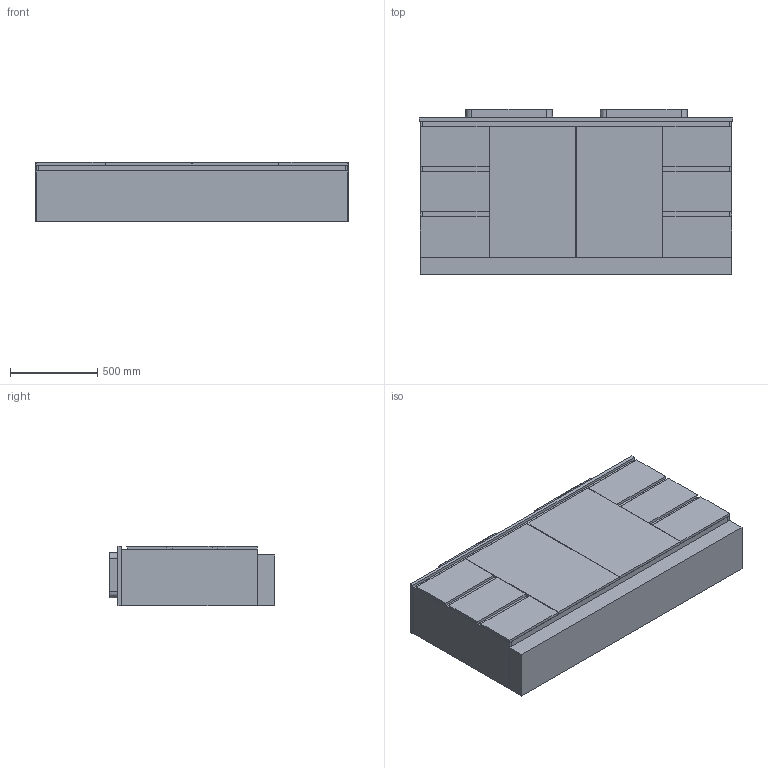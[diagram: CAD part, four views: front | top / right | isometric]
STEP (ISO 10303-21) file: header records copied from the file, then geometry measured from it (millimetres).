
FILE_DESCRIPTION (( 'STEP AP214' ), '1' );
FILE_NAME ('Ensuite Benchtop 1800D WK ASSEM.STEP', '2019-03-06T04:22:57', ( '' ), ( '' ), 'SwSTEP 2.0', 'SolidWorks 2015', '' );
FILE_SCHEMA (( 'AUTOMOTIVE_DESIGN' ));
Length unit declared in the file: millimetre
Products named in the file (3): Ensuite Benchtop 1800D WK ASSEM; Faith; Ensuite Benchtop 1800D WK
Assembly tree (3 placements, depth 2):
  Ensuite Benchtop 1800D WK ASSEM
    Ensuite Benchtop 1800D WK
    Faith  x2
Bounding box: 1800 x 950.1 x 341.1 mm (x, y, z)
Volume: 146400890.8 mm3; surface area: 13821399 mm2
Topology: 17 solids, 17 shells, 244 faces, 608 edges, 400 vertices
Faces by surface type: plane 128, bspline 64, cylinder 32, cone 12, torus 8
Entity records: 68534 total; most frequent: CARTESIAN_POINT 63921, ORIENTED_EDGE 860, DIRECTION 694, EDGE_CURVE 430, VERTEX_POINT 284, VECTOR 272, LINE 272, AXIS2_PLACEMENT_3D 211
